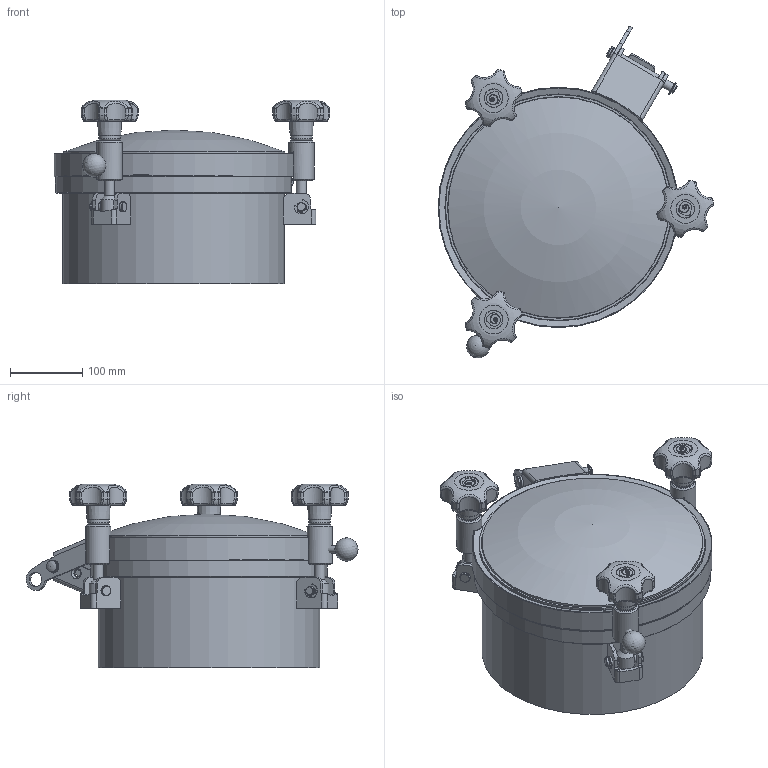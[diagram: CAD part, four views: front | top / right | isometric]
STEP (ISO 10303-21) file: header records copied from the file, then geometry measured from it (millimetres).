
FILE_DESCRIPTION(/* description */ ('Unknown'),/* implementation_level */ '2;1');
FILE_NAME(/* name */ 'MOD 300L rev 01',/* time_stamp */ '2016-07-04T11:19:53+02:00',/* author */ ('Unknown'),/* organization */ ('Unknown'),/* preprocessor_version */ 'ST-DEVELOPER v16',/* originating_system */ 'DEX',/* authorisation */ $);
FILE_SCHEMA (('AUTOMOTIVE_DESIGN {1 0 10303 214 3 1 1}'));
Length unit declared in the file: millimetre
Products named in the file (23): MOD 300L rev 01; 7TA9220 rev 0; 8AL20 rev 0; 81116 rev 01; 82031 rev 01; 7CA9200 rev 0; 73100 rev 0; 8A410 rev 01; 8AS130 rev 01; 82020 rev 01; 97258; 93009 rev 02; 91007 rev 05; 97321; 94170 c_rond; 94170 rev 0; 94170_1 rev 0; 97057; 95421; 97239 rev 0; 93017 rev 02; 97205 rev 0
Assembly tree (37 placements, depth 4):
  MOD 300L rev 01
    7TA9220 rev 0
      8AL20 rev 0
      81116 rev 01  x3
      82031 rev 01
    7CA9200 rev 0
      73100 rev 0
        8A410 rev 01
        8AS130 rev 01
      82020 rev 01
      97258
    93009 rev 02  x3
    91007 rev 05  x3
    97321  x3
    94170 c_rond  x3
      94170 rev 0
        94170 rev 0
        94170_1 rev 0
      97057
    95421  x4
    97239 rev 0
    93017 rev 02
    97205 rev 0  x3
Bounding box: 380.7 x 458.38 x 253 mm (x, y, z)
Volume: 1990457 mm3; surface area: 813732 mm2
Topology: 36 solids, 36 shells, 9714 faces, 18514 edges, 8796 vertices
Faces by surface type: plane 4923, cone 3958, cylinder 390, bspline 283, torus 138, sphere 22
Full cylindrical faces by diameter (mm): 8.376 x1, 10 x6, 10.5 x1, 11.835 x3, 12 x8, 12.5 x9, 13 x2, 14 x9, 14.5 x3, 16 x2, 16.5 x6, 17 x3, 17.5 x3, 18 x3, 18.3 x3, 18.5 x6, 18.6 x3, 19 x3, 20 x3, 20.2 x1, 21.7 x3, 22 x6, 25 x6, 25.8 x3, 30 x3, 35 x3, 300 x1, 302 x1, 305 x1, 306 x2
Entity records: 104964 total; most frequent: CARTESIAN_POINT 24510, ORIENTED_EDGE 12418, DIRECTION 12000, EDGE_CURVE 6209, AXIS2_PLACEMENT_3D 5336, FACE_BOUND 3472, EDGE_LOOP 3471, ADVANCED_FACE 3324
